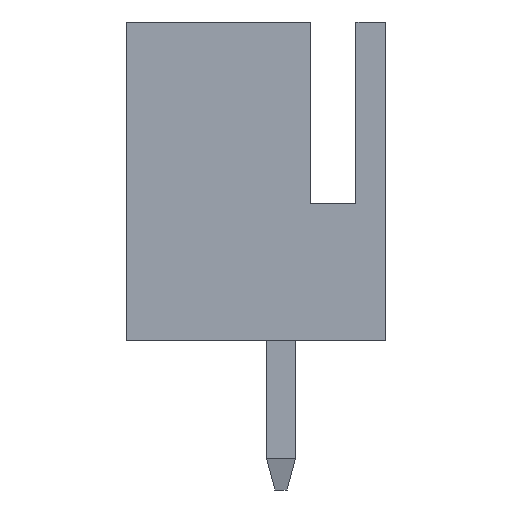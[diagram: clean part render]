
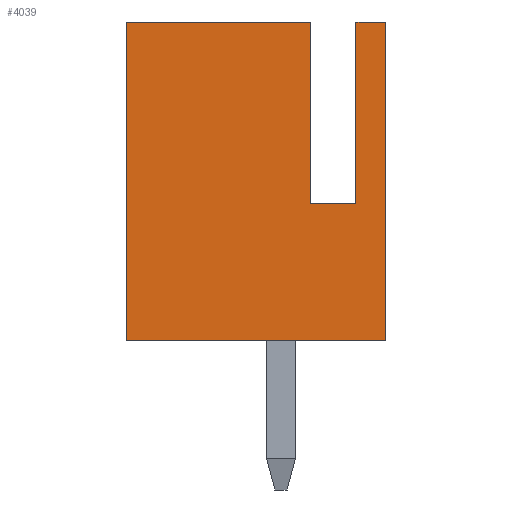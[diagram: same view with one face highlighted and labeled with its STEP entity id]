
A CAD part, left-side view. The second image highlights one B-rep face of the part: STEP entity #4039.
In plain terms, the highlighted planar face has unit normal (-1, 0, 0).
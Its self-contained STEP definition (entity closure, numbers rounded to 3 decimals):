
#29 = VERTEX_POINT ( 'NONE', #2446 ) ;
#74 = CARTESIAN_POINT ( 'NONE',  ( -6.25, 5.7, 7. ) ) ;
#130 = EDGE_CURVE ( 'NONE', #5393, #4204, #1380, .T. ) ;
#343 = CARTESIAN_POINT ( 'NONE',  ( -6.25, 1.65, 7. ) ) ;
#422 = DIRECTION ( 'NONE',  ( 0., -1., 0. ) ) ;
#549 = DIRECTION ( 'NONE',  ( 0., -1., 0. ) ) ;
#622 = ORIENTED_EDGE ( 'NONE', *, *, #2428, .T. ) ;
#661 = EDGE_CURVE ( 'NONE', #5294, #4288, #4771, .T. ) ;
#797 = DIRECTION ( 'NONE',  ( 0., 1., 0. ) ) ;
#863 = CARTESIAN_POINT ( 'NONE',  ( -6.25, 0.65, 7. ) ) ;
#884 = FACE_OUTER_BOUND ( 'NONE', #4878, .T. ) ;
#899 = VECTOR ( 'NONE', #1727, 1000. ) ;
#930 = LINE ( 'NONE', #74, #1955 ) ;
#959 = LINE ( 'NONE', #5362, #4321 ) ;
#1245 = CARTESIAN_POINT ( 'NONE',  ( -6.25, 1.65, 7. ) ) ;
#1259 = DIRECTION ( 'NONE',  ( 0., 1., 0. ) ) ;
#1287 = PLANE ( 'NONE',  #1579 ) ;
#1380 = LINE ( 'NONE', #863, #899 ) ;
#1494 = VERTEX_POINT ( 'NONE', #4633 ) ;
#1537 = ORIENTED_EDGE ( 'NONE', *, *, #3512, .T. ) ;
#1579 = AXIS2_PLACEMENT_3D ( 'NONE', #2656, #4407, #1259 ) ;
#1583 = VECTOR ( 'NONE', #797, 1000. ) ;
#1673 = EDGE_CURVE ( 'NONE', #4110, #1494, #959, .T. ) ;
#1727 = DIRECTION ( 'NONE',  ( 0., 0., 1. ) ) ;
#1804 = CARTESIAN_POINT ( 'NONE',  ( -6.25, 5.7, 7. ) ) ;
#1955 = VECTOR ( 'NONE', #549, 1000. ) ;
#2146 = DIRECTION ( 'NONE',  ( 0., -1., 0. ) ) ;
#2177 = CARTESIAN_POINT ( 'NONE',  ( -6.25, 0., 7. ) ) ;
#2222 = DIRECTION ( 'NONE',  ( 0., 0., -1. ) ) ;
#2266 = EDGE_CURVE ( 'NONE', #4204, #4110, #930, .T. ) ;
#2283 = CARTESIAN_POINT ( 'NONE',  ( -6.25, 1.65, 3. ) ) ;
#2428 = EDGE_CURVE ( 'NONE', #5393, #4288, #3722, .T. ) ;
#2446 = CARTESIAN_POINT ( 'NONE',  ( -6.25, 5.7, 7. ) ) ;
#2451 = ORIENTED_EDGE ( 'NONE', *, *, #2266, .F. ) ;
#2633 = LINE ( 'NONE', #4383, #3056 ) ;
#2656 = CARTESIAN_POINT ( 'NONE',  ( -6.25, 5.7, 7. ) ) ;
#2757 = ORIENTED_EDGE ( 'NONE', *, *, #661, .F. ) ;
#2807 = VECTOR ( 'NONE', #5261, 1000. ) ;
#2837 = VERTEX_POINT ( 'NONE', #4406 ) ;
#3056 = VECTOR ( 'NONE', #422, 1000. ) ;
#3081 = ORIENTED_EDGE ( 'NONE', *, *, #4608, .F. ) ;
#3326 = CARTESIAN_POINT ( 'NONE',  ( -6.25, 0.65, 3. ) ) ;
#3512 = EDGE_CURVE ( 'NONE', #2837, #1494, #5618, .T. ) ;
#3722 = LINE ( 'NONE', #4865, #1583 ) ;
#3765 = ORIENTED_EDGE ( 'NONE', *, *, #5030, .T. ) ;
#3932 = CARTESIAN_POINT ( 'NONE',  ( -6.25, 5.7, 0. ) ) ;
#4039 = ADVANCED_FACE ( 'NONE', ( #884 ), #1287, .F. ) ;
#4110 = VERTEX_POINT ( 'NONE', #2177 ) ;
#4204 = VERTEX_POINT ( 'NONE', #4458 ) ;
#4288 = VERTEX_POINT ( 'NONE', #2283 ) ;
#4321 = VECTOR ( 'NONE', #4905, 1000. ) ;
#4383 = CARTESIAN_POINT ( 'NONE',  ( -6.25, 5.7, 7. ) ) ;
#4406 = CARTESIAN_POINT ( 'NONE',  ( -6.25, 5.7, 0. ) ) ;
#4407 = DIRECTION ( 'NONE',  ( 1., 0., 0. ) ) ;
#4458 = CARTESIAN_POINT ( 'NONE',  ( -6.25, 0.65, 7. ) ) ;
#4608 = EDGE_CURVE ( 'NONE', #29, #5294, #2633, .T. ) ;
#4633 = CARTESIAN_POINT ( 'NONE',  ( -6.25, 0., 0. ) ) ;
#4771 = LINE ( 'NONE', #343, #2807 ) ;
#4791 = VECTOR ( 'NONE', #2146, 1000. ) ;
#4865 = CARTESIAN_POINT ( 'NONE',  ( -6.25, 5.7, 3. ) ) ;
#4878 = EDGE_LOOP ( 'NONE', ( #5470, #622, #2757, #3081, #3765, #1537, #5054, #2451 ) ) ;
#4905 = DIRECTION ( 'NONE',  ( 0., 0., -1. ) ) ;
#5030 = EDGE_CURVE ( 'NONE', #29, #2837, #5274, .T. ) ;
#5054 = ORIENTED_EDGE ( 'NONE', *, *, #1673, .F. ) ;
#5261 = DIRECTION ( 'NONE',  ( 0., 0., -1. ) ) ;
#5274 = LINE ( 'NONE', #1804, #5478 ) ;
#5294 = VERTEX_POINT ( 'NONE', #1245 ) ;
#5362 = CARTESIAN_POINT ( 'NONE',  ( -6.25, 0., 7. ) ) ;
#5393 = VERTEX_POINT ( 'NONE', #3326 ) ;
#5470 = ORIENTED_EDGE ( 'NONE', *, *, #130, .F. ) ;
#5478 = VECTOR ( 'NONE', #2222, 1000. ) ;
#5618 = LINE ( 'NONE', #3932, #4791 ) ;
